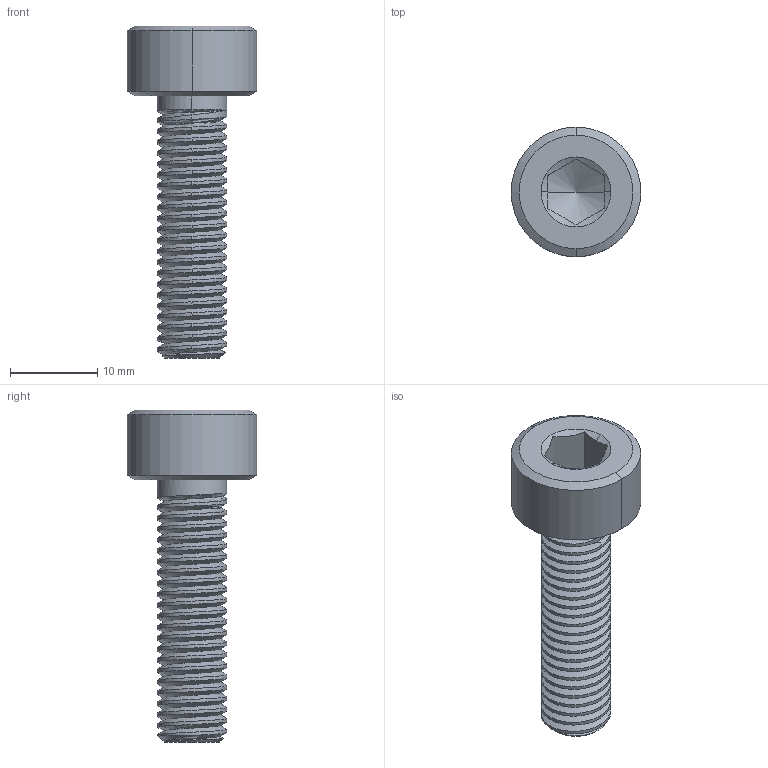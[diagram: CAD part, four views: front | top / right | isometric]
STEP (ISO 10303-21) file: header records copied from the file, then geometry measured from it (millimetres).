
FILE_DESCRIPTION (( 'STEP AP214' ), '1' );
FILE_NAME ('Allen bolt final.step', '2023-06-15T00:37:28', ( '' ), ( '' ), 'SwSTEP 2.0', 'SolidWorks 2022', '' );
FILE_SCHEMA (( 'AUTOMOTIVE_DESIGN' ));
Length unit declared in the file: millimetre
Products named in the file (1): Allen bolt final
Bounding box: 14.84 x 14.84 x 38 mm (x, y, z)
Volume: 2434.4 mm3; surface area: 1970.5 mm2
Topology: 1 solids, 1 shells, 75 faces, 199 edges, 126 vertices
Faces by surface type: cylinder 48, plane 15, cone 10, bspline 2
Entity records: 7654 total; most frequent: CARTESIAN_POINT 5964, ORIENTED_EDGE 394, DIRECTION 266, EDGE_CURVE 197, VERTEX_POINT 126, B_SPLINE_CURVE_WITH_KNOTS 103, AXIS2_PLACEMENT_3D 98, EDGE_LOOP 77
